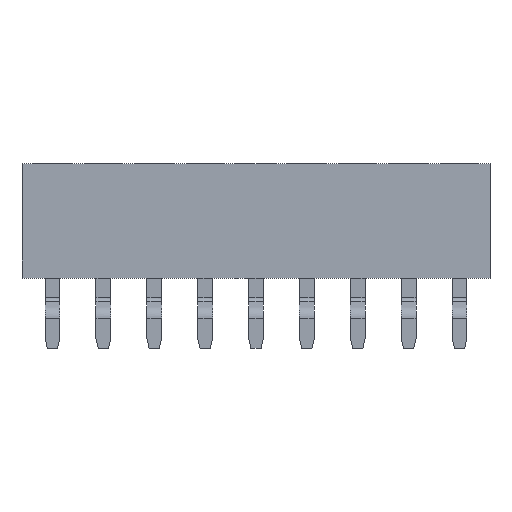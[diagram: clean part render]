
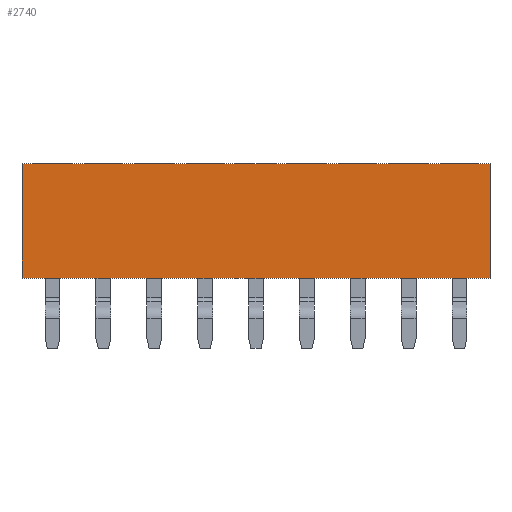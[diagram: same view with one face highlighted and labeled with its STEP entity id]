
A CAD part, top view. The second image highlights one B-rep face of the part: STEP entity #2740.
In plain terms, the highlighted planar face has unit normal (0, 0, 1).
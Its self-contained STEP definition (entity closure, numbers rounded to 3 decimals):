
#56=CARTESIAN_POINT('',(0.,0.,0.));
#57=VERTEX_POINT('',#56);
#67=CARTESIAN_POINT('',(0.,5.7,0.));
#68=VERTEX_POINT('',#67);
#69=CARTESIAN_POINT('',(0.,0.,0.));
#70=CARTESIAN_POINT('',(0.,1.14,0.));
#71=CARTESIAN_POINT('',(0.,2.28,0.));
#72=CARTESIAN_POINT('',(0.,3.42,0.));
#73=CARTESIAN_POINT('',(0.,4.56,0.));
#74=CARTESIAN_POINT('',(0.,5.7,0.));
#75=B_SPLINE_CURVE_WITH_KNOTS('',5,(#69,#70,#71,#72,#73,#74),.UNSPECIFIED.,.F.,.U.,(6,6),(0.,5.7),.UNSPECIFIED.);
#76=EDGE_CURVE('',#57,#68,#75,.T.);
#2701=CARTESIAN_POINT('',(11.68,2.85,0.));
#2702=DIRECTION('',(1.,0.,0.));
#2703=DIRECTION('',(0.,0.,1.));
#2704=AXIS2_PLACEMENT_3D('',#2701,#2703,#2702);
#2705=PLANE('',#2704);
#2706=CARTESIAN_POINT('',(23.36,0.,0.));
#2707=VERTEX_POINT('',#2706);
#2708=CARTESIAN_POINT('',(0.,0.,0.));
#2709=CARTESIAN_POINT('',(4.672,0.,0.));
#2710=CARTESIAN_POINT('',(9.344,0.,0.));
#2711=CARTESIAN_POINT('',(14.016,0.,0.));
#2712=CARTESIAN_POINT('',(18.688,0.,0.));
#2713=CARTESIAN_POINT('',(23.36,0.,0.));
#2714=B_SPLINE_CURVE_WITH_KNOTS('',5,(#2708,#2709,#2710,#2711,#2712,#2713),.UNSPECIFIED.,.F.,.U.,(6,6),(0.,23.36),.UNSPECIFIED.);
#2715=EDGE_CURVE('',#57,#2707,#2714,.T.);
#2716=ORIENTED_EDGE('',*,*,#2715,.T.);
#2717=CARTESIAN_POINT('',(23.36,5.7,0.));
#2718=VERTEX_POINT('',#2717);
#2719=CARTESIAN_POINT('',(23.36,5.7,0.));
#2720=CARTESIAN_POINT('',(23.36,4.56,0.));
#2721=CARTESIAN_POINT('',(23.36,3.42,0.));
#2722=CARTESIAN_POINT('',(23.36,2.28,0.));
#2723=CARTESIAN_POINT('',(23.36,1.14,0.));
#2724=CARTESIAN_POINT('',(23.36,0.,0.));
#2725=B_SPLINE_CURVE_WITH_KNOTS('',5,(#2719,#2720,#2721,#2722,#2723,#2724),.UNSPECIFIED.,.F.,.U.,(6,6),(0.,5.7),.UNSPECIFIED.);
#2726=EDGE_CURVE('',#2718,#2707,#2725,.T.);
#2727=ORIENTED_EDGE('',*,*,#2726,.F.);
#2728=CARTESIAN_POINT('',(0.,5.7,0.));
#2729=CARTESIAN_POINT('',(4.672,5.7,0.));
#2730=CARTESIAN_POINT('',(9.344,5.7,0.));
#2731=CARTESIAN_POINT('',(14.016,5.7,0.));
#2732=CARTESIAN_POINT('',(18.688,5.7,0.));
#2733=CARTESIAN_POINT('',(23.36,5.7,0.));
#2734=B_SPLINE_CURVE_WITH_KNOTS('',5,(#2728,#2729,#2730,#2731,#2732,#2733),.UNSPECIFIED.,.F.,.U.,(6,6),(0.,23.36),.UNSPECIFIED.);
#2735=EDGE_CURVE('',#68,#2718,#2734,.T.);
#2736=ORIENTED_EDGE('',*,*,#2735,.F.);
#2737=ORIENTED_EDGE('',*,*,#76,.F.);
#2738=EDGE_LOOP('',(#2716,#2727,#2736,#2737));
#2739=FACE_OUTER_BOUND('',#2738,.T.);
#2740=ADVANCED_FACE('',(#2739),#2705,.T.);
